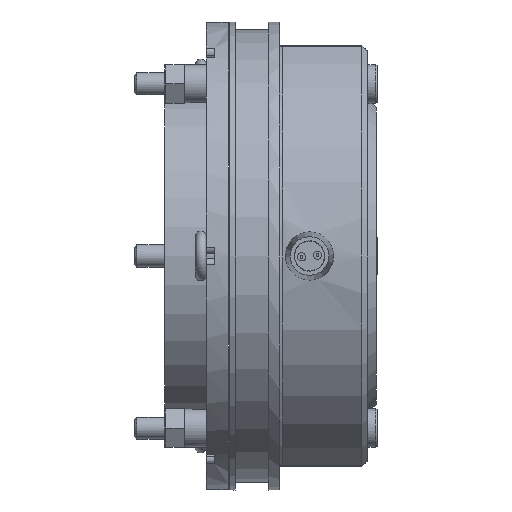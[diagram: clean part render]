
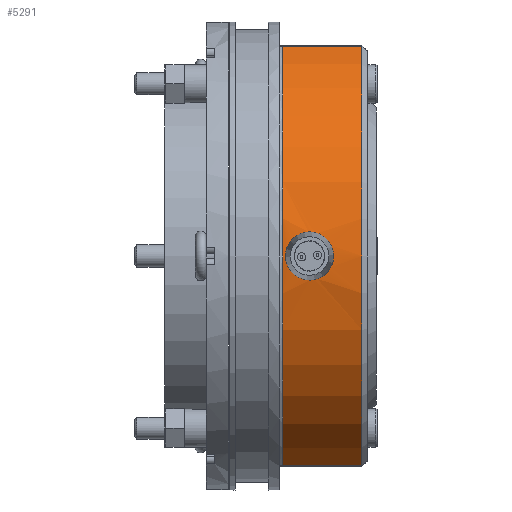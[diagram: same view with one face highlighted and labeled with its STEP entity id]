
A CAD part, front view. The second image highlights one B-rep face of the part: STEP entity #5291.
In plain terms, the highlighted cylindrical face has radius 41.75 mm (diameter 83.5 mm), a partial arc.
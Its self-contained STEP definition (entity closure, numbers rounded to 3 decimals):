
#15=B_SPLINE_CURVE_WITH_KNOTS('',3,(#8465,#8466,#8467,#8468,#8469,#8470,
#8471,#8472,#8473,#8474,#8475,#8476,#8477,#8478,#8479,#8480,#8481,#8482,
#8483,#8484,#8485,#8486,#8487,#8488,#8489,#8490,#8491,#8492,#8493,#8494,
#8495,#8496,#8497,#8498),.UNSPECIFIED.,.T.,.F.,(4,2,2,2,2,2,2,2,2,2,2,2,
2,2,2,2,4),(0.,0.164,0.329,0.493,0.657,
0.821,0.986,1.15,1.314,1.478,
1.643,1.807,1.971,2.135,2.3,
2.464,2.628),.UNSPECIFIED.);
#158=LINE('',#8822,#438);
#167=LINE('',#8860,#447);
#438=VECTOR('',#6985,14.35);
#447=VECTOR('',#7014,14.35);
#1002=FACE_BOUND('',#1788,.T.);
#1283=FACE_OUTER_BOUND('',#1787,.T.);
#1787=EDGE_LOOP('',(#4205,#4206,#4207,#4208));
#1788=EDGE_LOOP('',(#4209));
#2199=CIRCLE('',#5807,41.75);
#2211=CIRCLE('',#5833,41.75);
#2558=VERTEX_POINT('',#8464);
#2630=VERTEX_POINT('',#8789);
#2632=VERTEX_POINT('',#8795);
#2640=VERTEX_POINT('',#8820);
#2647=VERTEX_POINT('',#8844);
#3102=EDGE_CURVE('',#2558,#2558,#15,.T.);
#3195=EDGE_CURVE('',#2630,#2632,#2199,.T.);
#3207=EDGE_CURVE('',#2630,#2640,#158,.T.);
#3222=EDGE_CURVE('',#2647,#2632,#167,.T.);
#3227=EDGE_CURVE('',#2640,#2647,#2211,.T.);
#4205=ORIENTED_EDGE('',*,*,#3195,.F.);
#4206=ORIENTED_EDGE('',*,*,#3207,.T.);
#4207=ORIENTED_EDGE('',*,*,#3227,.T.);
#4208=ORIENTED_EDGE('',*,*,#3222,.T.);
#4209=ORIENTED_EDGE('',*,*,#3102,.T.);
#5013=CYLINDRICAL_SURFACE('',#5837,41.75);
#5291=ADVANCED_FACE('',(#1283,#1002),#5013,.T.);
#5807=AXIS2_PLACEMENT_3D('',#8799,#6959,#6960);
#5833=AXIS2_PLACEMENT_3D('',#8869,#7028,#7029);
#5837=AXIS2_PLACEMENT_3D('',#8877,#7036,#7037);
#6959=DIRECTION('center_axis',(1.,0.,0.));
#6960=DIRECTION('ref_axis',(0.,-1.,0.));
#6985=DIRECTION('',(-1.,0.,0.));
#7014=DIRECTION('',(1.,0.,0.));
#7028=DIRECTION('center_axis',(1.,0.,0.));
#7029=DIRECTION('ref_axis',(0.,1.,0.));
#7036=DIRECTION('center_axis',(1.,0.,0.));
#7037=DIRECTION('ref_axis',(0.,1.,0.));
#8464=CARTESIAN_POINT('',(1.,-41.522,-4.361));
#8465=CARTESIAN_POINT('Ctrl Pts',(1.,-41.522,-4.361));
#8466=CARTESIAN_POINT('Ctrl Pts',(0.452,-41.522,-4.361));
#8467=CARTESIAN_POINT('Ctrl Pts',(-0.132,-41.534,-4.251));
#8468=CARTESIAN_POINT('Ctrl Pts',(-1.205,-41.577,-3.805));
#8469=CARTESIAN_POINT('Ctrl Pts',(-1.695,-41.607,-3.469));
#8470=CARTESIAN_POINT('Ctrl Pts',(-2.467,-41.665,-2.694));
#8471=CARTESIAN_POINT('Ctrl Pts',(-2.801,-41.695,-2.204));
#8472=CARTESIAN_POINT('Ctrl Pts',(-3.245,-41.738,-1.131));
#8473=CARTESIAN_POINT('Ctrl Pts',(-3.354,-41.75,-0.547));
#8474=CARTESIAN_POINT('Ctrl Pts',(-3.354,-41.75,0.547));
#8475=CARTESIAN_POINT('Ctrl Pts',(-3.245,-41.738,1.131));
#8476=CARTESIAN_POINT('Ctrl Pts',(-2.801,-41.695,2.205));
#8477=CARTESIAN_POINT('Ctrl Pts',(-2.466,-41.665,2.695));
#8478=CARTESIAN_POINT('Ctrl Pts',(-1.694,-41.607,3.469));
#8479=CARTESIAN_POINT('Ctrl Pts',(-1.205,-41.577,3.805));
#8480=CARTESIAN_POINT('Ctrl Pts',(-0.131,-41.534,
4.251));
#8481=CARTESIAN_POINT('Ctrl Pts',(0.452,-41.522,4.361));
#8482=CARTESIAN_POINT('Ctrl Pts',(1.548,-41.522,4.361));
#8483=CARTESIAN_POINT('Ctrl Pts',(2.131,-41.534,4.251));
#8484=CARTESIAN_POINT('Ctrl Pts',(3.205,-41.577,3.805));
#8485=CARTESIAN_POINT('Ctrl Pts',(3.694,-41.607,3.469));
#8486=CARTESIAN_POINT('Ctrl Pts',(4.466,-41.665,2.695));
#8487=CARTESIAN_POINT('Ctrl Pts',(4.801,-41.695,2.205));
#8488=CARTESIAN_POINT('Ctrl Pts',(5.245,-41.738,1.131));
#8489=CARTESIAN_POINT('Ctrl Pts',(5.354,-41.75,0.547));
#8490=CARTESIAN_POINT('Ctrl Pts',(5.354,-41.75,-0.547));
#8491=CARTESIAN_POINT('Ctrl Pts',(5.245,-41.738,-1.131));
#8492=CARTESIAN_POINT('Ctrl Pts',(4.801,-41.695,-2.205));
#8493=CARTESIAN_POINT('Ctrl Pts',(4.466,-41.665,-2.695));
#8494=CARTESIAN_POINT('Ctrl Pts',(3.694,-41.607,-3.469));
#8495=CARTESIAN_POINT('Ctrl Pts',(3.205,-41.577,-3.805));
#8496=CARTESIAN_POINT('Ctrl Pts',(2.131,-41.534,-4.251));
#8497=CARTESIAN_POINT('Ctrl Pts',(1.548,-41.522,-4.361));
#8498=CARTESIAN_POINT('Ctrl Pts',(1.,-41.522,-4.361));
#8789=CARTESIAN_POINT('',(10.5,-17.21,38.038));
#8795=CARTESIAN_POINT('',(10.5,-17.21,-38.038));
#8799=CARTESIAN_POINT('Origin',(10.5,0.,0.));
#8820=CARTESIAN_POINT('',(-3.85,-17.21,38.038));
#8822=CARTESIAN_POINT('',(3.825,-17.21,38.038));
#8844=CARTESIAN_POINT('',(-3.85,-17.21,-38.038));
#8860=CARTESIAN_POINT('',(3.825,-17.21,-38.038));
#8869=CARTESIAN_POINT('Origin',(-3.85,0.,0.));
#8877=CARTESIAN_POINT('Origin',(3.825,0.,0.));
